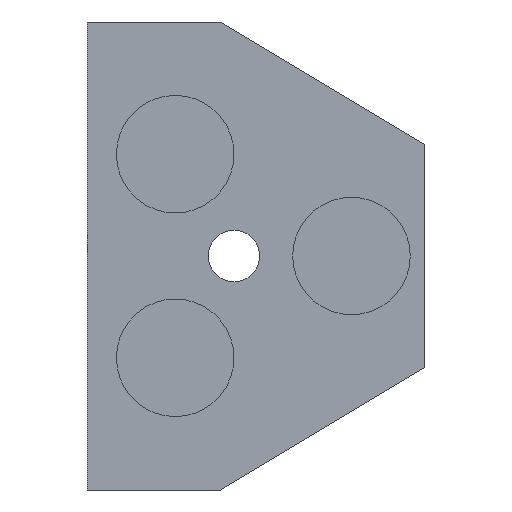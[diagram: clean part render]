
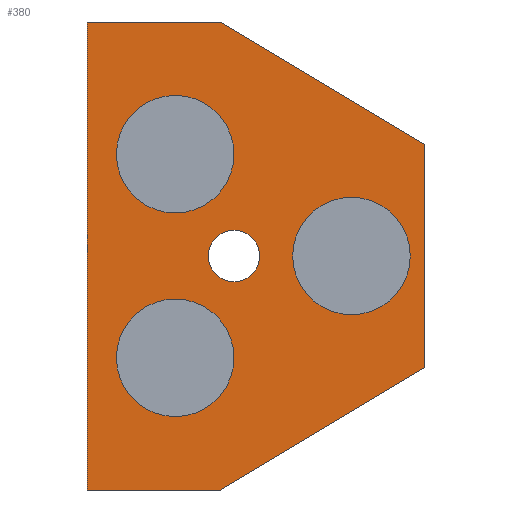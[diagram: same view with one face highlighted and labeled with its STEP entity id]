
A CAD part, front view. The second image highlights one B-rep face of the part: STEP entity #380.
In plain terms, the highlighted planar face has unit normal (0, -1, 0).
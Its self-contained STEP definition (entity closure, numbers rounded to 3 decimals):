
#19=FACE_BOUND('',#88,.T.);
#20=FACE_BOUND('',#89,.T.);
#21=FACE_BOUND('',#90,.T.);
#22=FACE_BOUND('',#91,.T.);
#39=PLANE('',#432);
#61=FACE_OUTER_BOUND('',#87,.T.);
#87=EDGE_LOOP('',(#344,#345,#346,#347,#348,#349));
#88=EDGE_LOOP('',(#350));
#89=EDGE_LOOP('',(#351));
#90=EDGE_LOOP('',(#352));
#91=EDGE_LOOP('',(#353));
#115=LINE('',#594,#153);
#118=LINE('',#599,#156);
#120=LINE('',#604,#158);
#123=LINE('',#609,#161);
#128=LINE('',#636,#166);
#129=LINE('',#638,#167);
#153=VECTOR('',#482,10.);
#156=VECTOR('',#487,10.);
#158=VECTOR('',#491,10.);
#161=VECTOR('',#496,10.);
#166=VECTOR('',#531,10.);
#167=VECTOR('',#534,10.);
#174=CIRCLE('',#423,4.);
#175=CIRCLE('',#425,4.);
#176=CIRCLE('',#427,4.);
#177=CIRCLE('',#429,1.75);
#197=VERTEX_POINT('',#591);
#198=VERTEX_POINT('',#593);
#199=VERTEX_POINT('',#597);
#200=VERTEX_POINT('',#601);
#201=VERTEX_POINT('',#603);
#202=VERTEX_POINT('',#607);
#206=VERTEX_POINT('',#620);
#207=VERTEX_POINT('',#624);
#208=VERTEX_POINT('',#628);
#209=VERTEX_POINT('',#632);
#236=EDGE_CURVE('',#198,#197,#115,.T.);
#239=EDGE_CURVE('',#197,#199,#118,.T.);
#241=EDGE_CURVE('',#200,#201,#120,.T.);
#244=EDGE_CURVE('',#202,#200,#123,.T.);
#248=EDGE_CURVE('',#206,#206,#174,.T.);
#250=EDGE_CURVE('',#207,#207,#175,.T.);
#252=EDGE_CURVE('',#208,#208,#176,.T.);
#254=EDGE_CURVE('',#209,#209,#177,.T.);
#256=EDGE_CURVE('',#198,#202,#128,.T.);
#257=EDGE_CURVE('',#201,#199,#129,.T.);
#344=ORIENTED_EDGE('',*,*,#256,.F.);
#345=ORIENTED_EDGE('',*,*,#236,.T.);
#346=ORIENTED_EDGE('',*,*,#239,.T.);
#347=ORIENTED_EDGE('',*,*,#257,.F.);
#348=ORIENTED_EDGE('',*,*,#241,.F.);
#349=ORIENTED_EDGE('',*,*,#244,.F.);
#350=ORIENTED_EDGE('',*,*,#248,.T.);
#351=ORIENTED_EDGE('',*,*,#250,.T.);
#352=ORIENTED_EDGE('',*,*,#252,.T.);
#353=ORIENTED_EDGE('',*,*,#254,.T.);
#380=ADVANCED_FACE('',(#61,#19,#20,#21,#22),#39,.T.);
#423=AXIS2_PLACEMENT_3D('',#621,#511,#512);
#425=AXIS2_PLACEMENT_3D('',#625,#516,#517);
#427=AXIS2_PLACEMENT_3D('',#629,#521,#522);
#429=AXIS2_PLACEMENT_3D('',#633,#526,#527);
#432=AXIS2_PLACEMENT_3D('',#639,#535,#536);
#482=DIRECTION('',(-0.857,0.,0.514));
#487=DIRECTION('',(-1.,0.,0.));
#491=DIRECTION('',(-1.,0.,0.));
#496=DIRECTION('',(-0.857,0.,-0.514));
#511=DIRECTION('center_axis',(0.,1.,0.));
#512=DIRECTION('ref_axis',(1.,0.,0.));
#516=DIRECTION('center_axis',(0.,1.,0.));
#517=DIRECTION('ref_axis',(1.,0.,0.));
#521=DIRECTION('center_axis',(0.,1.,0.));
#522=DIRECTION('ref_axis',(1.,0.,0.));
#526=DIRECTION('center_axis',(0.,1.,0.));
#527=DIRECTION('ref_axis',(1.,0.,0.));
#531=DIRECTION('',(0.,0.,-1.));
#534=DIRECTION('',(0.,0.,1.));
#535=DIRECTION('center_axis',(0.,-1.,0.));
#536=DIRECTION('ref_axis',(0.,0.,-1.));
#591=CARTESIAN_POINT('',(-0.892,0.,15.928));
#593=CARTESIAN_POINT('',(13.,0.,7.593));
#594=CARTESIAN_POINT('',(17.,0.,5.193));
#597=CARTESIAN_POINT('',(-10.,0.,15.928));
#599=CARTESIAN_POINT('',(-0.892,0.,15.928));
#601=CARTESIAN_POINT('',(-0.892,0.,-15.928));
#603=CARTESIAN_POINT('',(-10.,0.,-15.928));
#604=CARTESIAN_POINT('',(-0.892,0.,-15.928));
#607=CARTESIAN_POINT('',(13.,0.,-7.593));
#609=CARTESIAN_POINT('',(17.,0.,-5.193));
#620=CARTESIAN_POINT('',(-8.,0.,6.928));
#621=CARTESIAN_POINT('Origin',(-4.,0.,6.928));
#624=CARTESIAN_POINT('',(-8.,0.,-6.928));
#625=CARTESIAN_POINT('Origin',(-4.,0.,-6.928));
#628=CARTESIAN_POINT('',(4.,0.,0.));
#629=CARTESIAN_POINT('Origin',(8.,0.,0.));
#632=CARTESIAN_POINT('',(-1.75,0.,0.));
#633=CARTESIAN_POINT('Origin',(0.,0.,0.));
#636=CARTESIAN_POINT('',(13.,0.,-2.928));
#638=CARTESIAN_POINT('',(-10.,0.,-15.928));
#639=CARTESIAN_POINT('Origin',(1.5,0.,0.));
